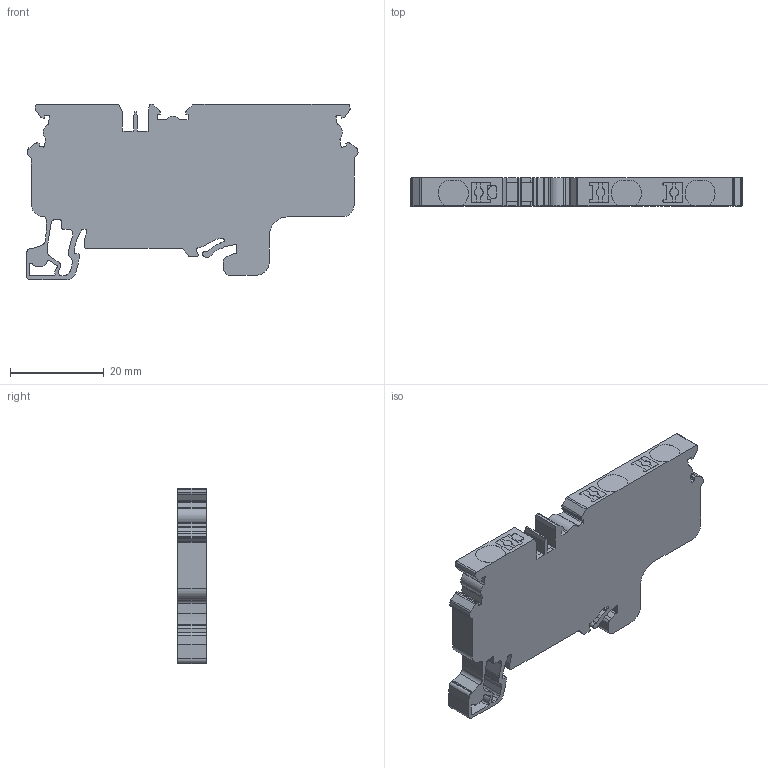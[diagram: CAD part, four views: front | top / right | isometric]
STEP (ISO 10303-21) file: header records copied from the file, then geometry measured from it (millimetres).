
FILE_DESCRIPTION(/* description */ ('Unknown'),/* implementation_level */ '2;1');
FILE_NAME(/* name */ 'CP4_3',/* time_stamp */ '2018-07-30T14:26:40+06:00',/* author */ ('Unknown'),/* organization */ ('Unknown'),/* preprocessor_version */ 'ST-DEVELOPER v16.7',/* originating_system */ 'DEX',/* authorisation */ $);
FILE_SCHEMA (('AP242_MANAGED_MODEL_BASED_3D_ENGINEERING_MIM_LF { 1 0 10303 442 1 1 4 }','AUTOMOTIVE_DESIGN {1 0 10303 214 3 1 1}'));
Length unit declared in the file: millimetre
Products named in the file (1): CP4_3
Bounding box: 70.8 x 6 x 37.4 mm (x, y, z)
Volume: 11653.9 mm3; surface area: 5930.1 mm2
Topology: 1 solids, 1 shells, 324 faces, 953 edges, 634 vertices
Faces by surface type: plane 181, cylinder 141, bspline 2
Entity records: 13167 total; most frequent: CARTESIAN_POINT 1973, ORIENTED_EDGE 1906, DIRECTION 1876, EDGE_CURVE 953, LINE 666, VECTOR 666, VERTEX_POINT 634, AXIS2_PLACEMENT_3D 605
